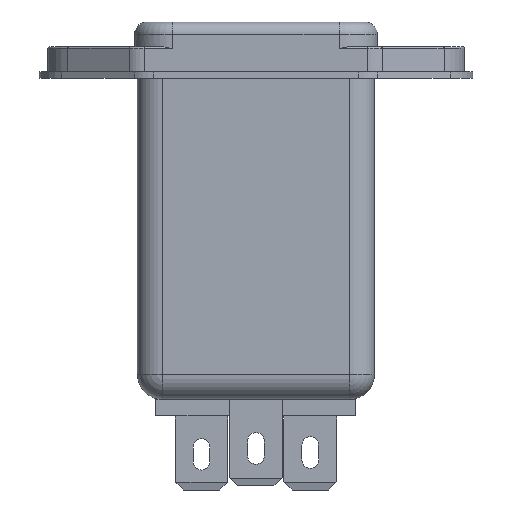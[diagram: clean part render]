
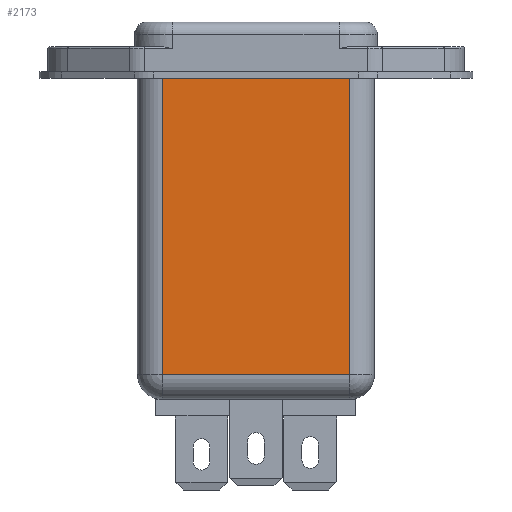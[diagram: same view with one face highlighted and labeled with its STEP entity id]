
A CAD part, front view. The second image highlights one B-rep face of the part: STEP entity #2173.
In plain terms, the highlighted planar face has unit normal (0, -1, 0).
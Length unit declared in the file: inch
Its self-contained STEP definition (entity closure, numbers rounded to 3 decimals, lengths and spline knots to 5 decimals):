
#1377 = VERTEX_POINT ( 'NONE', #3833 ) ;
#1379 = EDGE_CURVE ( 'NONE', #1380, #1377, #3832, .T. ) ;
#1380 = VERTEX_POINT ( 'NONE', #3828 ) ;
#2173 = ADVANCED_FACE ( 'NONE', ( #5204 ), #5201, .F. ) ;
#2174 = EDGE_LOOP ( 'NONE', ( #2175, #2178, #2180, #2181 ) ) ;
#2175 = ORIENTED_EDGE ( 'NONE', *, *, #2176, .F. ) ;
#2176 = EDGE_CURVE ( 'NONE', #2177, #1377, #5154, .T. ) ;
#2177 = VERTEX_POINT ( 'NONE', #5075 ) ;
#2178 = ORIENTED_EDGE ( 'NONE', *, *, #2179, .T. ) ;
#2179 = EDGE_CURVE ( 'NONE', #2177, #2216, #5074, .T. ) ;
#2180 = ORIENTED_EDGE ( 'NONE', *, *, #2215, .T. ) ;
#2181 = ORIENTED_EDGE ( 'NONE', *, *, #1379, .T. ) ;
#2215 = EDGE_CURVE ( 'NONE', #2216, #1380, #5103, .T. ) ;
#2216 = VERTEX_POINT ( 'NONE', #5099 ) ;
#3828 = CARTESIAN_POINT ( 'NONE',  ( 0.44291, -0.42, -0.15031 ) ) ;
#3829 = DIRECTION ( 'NONE',  ( -1., 0., 0. ) ) ;
#3830 = VECTOR ( 'NONE', #3829, 39.37008 ) ;
#3831 = CARTESIAN_POINT ( 'NONE',  ( -0.44291, -0.42, -0.15031 ) ) ;
#3832 = LINE ( 'NONE', #3831, #3830 ) ;
#3833 = CARTESIAN_POINT ( 'NONE',  ( -0.44291, -0.42, -0.15031 ) ) ;
#5074 = LINE ( 'NONE', #5172, #5171 ) ;
#5075 = CARTESIAN_POINT ( 'NONE',  ( -0.44291, -0.42, -1.55189 ) ) ;
#5076 = DIRECTION ( 'NONE',  ( 0., 0., 1. ) ) ;
#5077 = VECTOR ( 'NONE', #5076, 39.37008 ) ;
#5082 = AXIS2_PLACEMENT_3D ( 'NONE', #5203, #5202, #5155 ) ;
#5099 = CARTESIAN_POINT ( 'NONE',  ( 0.44291, -0.42, -1.55189 ) ) ;
#5100 = DIRECTION ( 'NONE',  ( 0., 0., 1. ) ) ;
#5101 = VECTOR ( 'NONE', #5100, 39.37008 ) ;
#5102 = CARTESIAN_POINT ( 'NONE',  ( 0.44291, -0.42, -1.67 ) ) ;
#5103 = LINE ( 'NONE', #5102, #5101 ) ;
#5153 = CARTESIAN_POINT ( 'NONE',  ( -0.44291, -0.42, -1.67 ) ) ;
#5154 = LINE ( 'NONE', #5153, #5077 ) ;
#5155 = DIRECTION ( 'NONE',  ( -1., 0., 0. ) ) ;
#5170 = DIRECTION ( 'NONE',  ( 1., 0., 0. ) ) ;
#5171 = VECTOR ( 'NONE', #5170, 39.37008 ) ;
#5172 = CARTESIAN_POINT ( 'NONE',  ( 0.44291, -0.42, -1.55189 ) ) ;
#5201 = PLANE ( 'NONE',  #5082 ) ;
#5202 = DIRECTION ( 'NONE',  ( 0., 1., 0. ) ) ;
#5203 = CARTESIAN_POINT ( 'NONE',  ( -0.44291, -0.42, -1.67 ) ) ;
#5204 = FACE_OUTER_BOUND ( 'NONE', #2174, .T. ) ;
